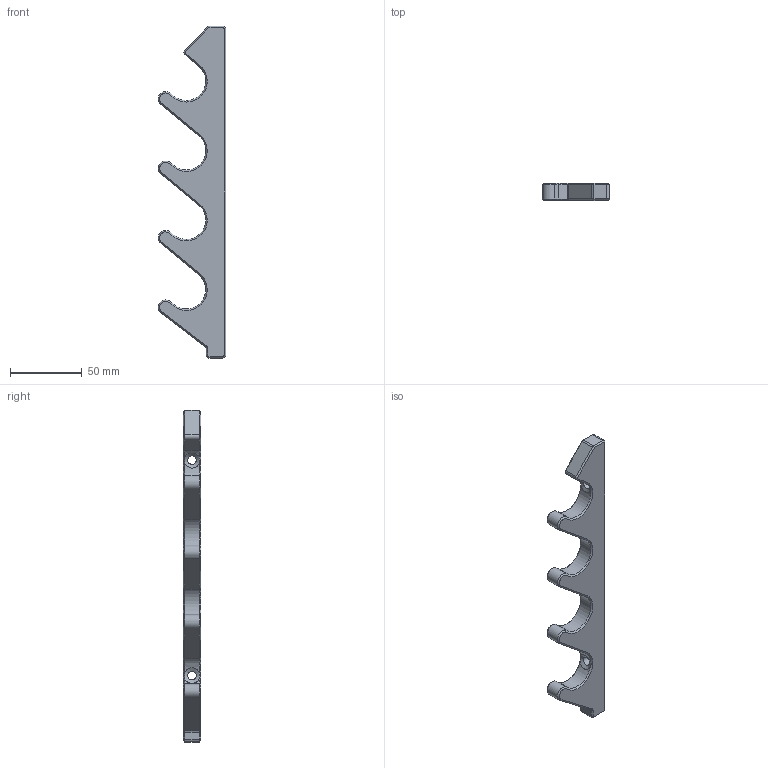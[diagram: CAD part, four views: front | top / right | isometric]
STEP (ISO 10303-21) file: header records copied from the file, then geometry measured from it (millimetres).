
FILE_DESCRIPTION(/* description */ (''),/* implementation_level */ '2;1');
FILE_NAME(/* name */ 'Porta vara v1.step',/* time_stamp */ '2024-10-22T14:04:37-03:00',/* author */ (''),/* organization */ (''),/* preprocessor_version */ 'ST-DEVELOPER v20',/* originating_system */ 'Autodesk Translation Framework v13.20.0.188',/* authorisation */ '');
FILE_SCHEMA (('AUTOMOTIVE_DESIGN { 1 0 10303 214 3 1 1 }'));
Length unit declared in the file: millimetre
Products named in the file (1): Porta vara
Bounding box: 46.78 x 12 x 231.02 mm (x, y, z)
Volume: 67965.3 mm3; surface area: 19444 mm2
Topology: 1 solids, 1 shells, 92 faces, 220 edges, 128 vertices
Faces by surface type: plane 44, cone 28, cylinder 18, bspline 2
Full cylindrical faces by diameter (mm): 6 x2
Entity records: 3003 total; most frequent: CARTESIAN_POINT 844, DIRECTION 444, ORIENTED_EDGE 440, EDGE_CURVE 220, AXIS2_PLACEMENT_3D 153, LINE 138, VECTOR 138, VERTEX_POINT 128
